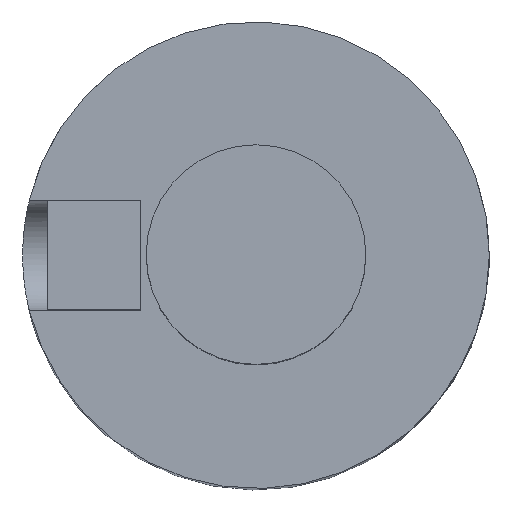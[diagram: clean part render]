
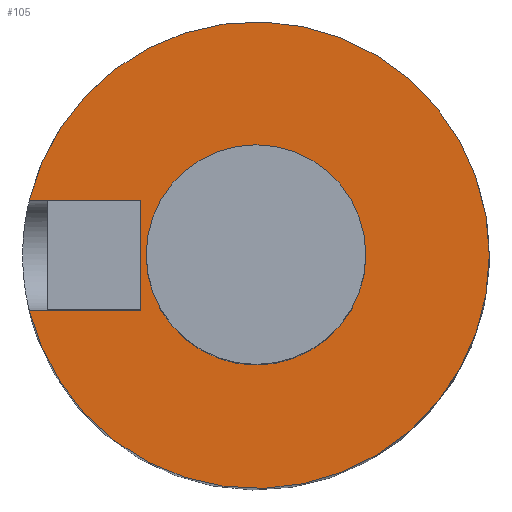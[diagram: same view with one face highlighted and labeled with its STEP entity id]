
A CAD part, top view. The second image highlights one B-rep face of the part: STEP entity #105.
In plain terms, the highlighted planar face has unit normal (0, 0, 1).
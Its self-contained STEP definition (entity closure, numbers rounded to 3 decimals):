
#62=PLANE('',#464);
#82=FACE_OUTER_BOUND('',#139,.T.);
#105=ADVANCED_FACE('',(#82),#62,.T.);
#139=EDGE_LOOP('',(#218,#219,#220,#221));
#157=CIRCLE('',#452,8.5);
#218=ORIENTED_EDGE('',*,*,#309,.T.);
#219=ORIENTED_EDGE('',*,*,#328,.T.);
#220=ORIENTED_EDGE('',*,*,#329,.T.);
#221=ORIENTED_EDGE('',*,*,#330,.T.);
#275=VERTEX_POINT('',#649);
#276=VERTEX_POINT('',#651);
#286=VERTEX_POINT('',#690);
#287=VERTEX_POINT('',#692);
#309=EDGE_CURVE('',#276,#275,#157,.T.);
#328=EDGE_CURVE('',#275,#286,#371,.T.);
#329=EDGE_CURVE('',#286,#287,#372,.T.);
#330=EDGE_CURVE('',#287,#276,#373,.T.);
#371=LINE('',#689,#409);
#372=LINE('',#691,#410);
#373=LINE('',#693,#411);
#409=VECTOR('',#540,1.);
#410=VECTOR('',#541,1.);
#411=VECTOR('',#542,1.);
#452=AXIS2_PLACEMENT_3D('',#650,#499,#500);
#464=AXIS2_PLACEMENT_3D('',#694,#543,#544);
#499=DIRECTION('',(0.,0.,1.));
#500=DIRECTION('',(1.,0.,0.));
#540=DIRECTION('',(1.,0.,0.));
#541=DIRECTION('',(0.,-1.,0.));
#542=DIRECTION('',(-1.,0.,0.));
#543=DIRECTION('',(0.,0.,1.));
#544=DIRECTION('',(-1.,0.,0.));
#649=CARTESIAN_POINT('',(-8.261,2.,0.));
#650=CARTESIAN_POINT('',(0.,0.,0.));
#651=CARTESIAN_POINT('',(-8.261,-2.,0.));
#689=CARTESIAN_POINT('',(0.,2.,0.));
#690=CARTESIAN_POINT('',(-4.2,2.,0.));
#691=CARTESIAN_POINT('',(-4.2,0.,0.));
#692=CARTESIAN_POINT('',(-4.2,-2.,0.));
#693=CARTESIAN_POINT('',(0.,-2.,0.));
#694=CARTESIAN_POINT('',(0.,0.,0.));
